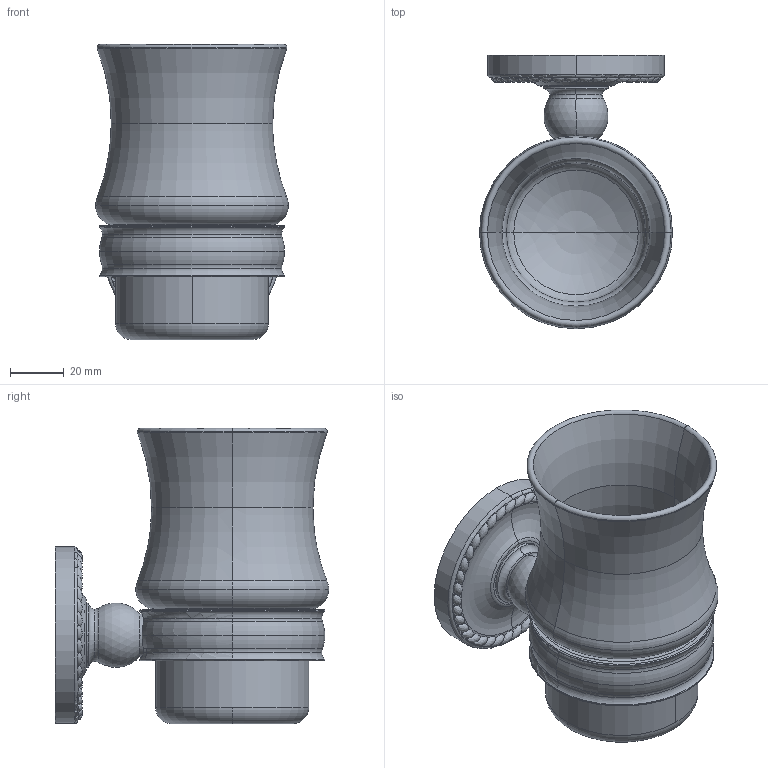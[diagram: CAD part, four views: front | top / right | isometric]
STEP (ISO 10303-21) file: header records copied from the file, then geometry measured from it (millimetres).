
FILE_DESCRIPTION((''),'2;1');
FILE_NAME('1513_ASM','2011-01-07T',('project'),(''),'PRO/ENGINEER BY PARAMETRIC TECHNOLOGY CORPORATION, 2009300','PRO/ENGINEER BY PARAMETRIC TECHNOLOGY CORPORATION, 2009300','');
FILE_SCHEMA(('CONFIG_CONTROL_DESIGN'));
Length unit declared in the file: inch
Products named in the file (3): 1513; 1500C; 1513_ASM
Assembly tree (2 placements, depth 2):
  1513_ASM
    1513
    1500C
Bounding box: 71.88 x 101.87 x 110 mm (x, y, z)
Volume: 105754.8 mm3; surface area: 70093.9 mm2
Topology: 3 solids, 8 shells, 287 faces, 859 edges, 512 vertices
Faces by surface type: torus 76, bspline 76, sphere 42, cylinder 38, cone 30, plane 25
Entity records: 12211 total; most frequent: CARTESIAN_POINT 4881, DIRECTION 1656, ORIENTED_EDGE 1530, AXIS2_PLACEMENT_3D 796, EDGE_CURVE 781, CIRCLE 578, VERTEX_POINT 512, EDGE_LOOP 307
